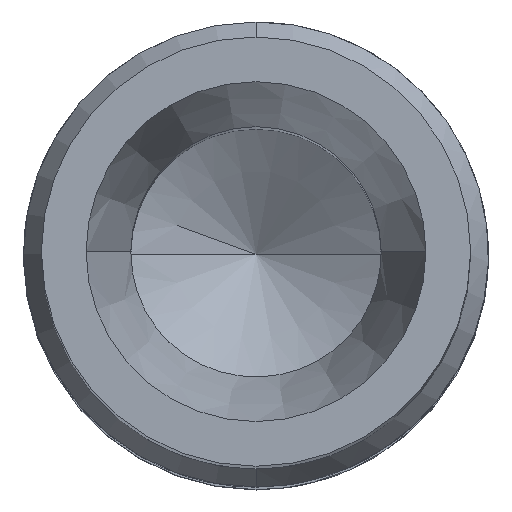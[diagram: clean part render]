
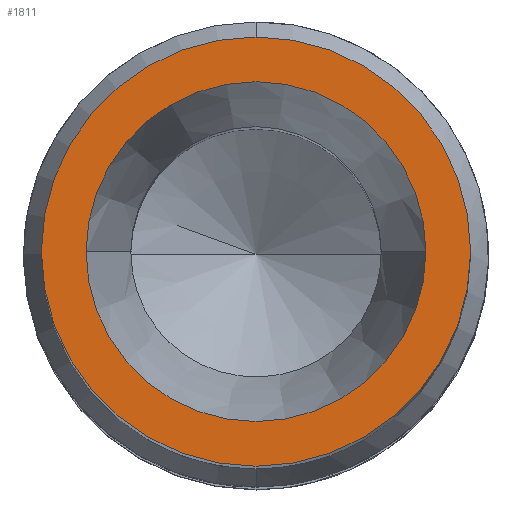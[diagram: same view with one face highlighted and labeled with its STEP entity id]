
A CAD part, top view. The second image highlights one B-rep face of the part: STEP entity #1811.
In plain terms, the highlighted planar face has unit normal (0, 0, 1).
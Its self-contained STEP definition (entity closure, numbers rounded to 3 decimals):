
#1642=AXIS2_PLACEMENT_3D('Circle Axis2P3D',#1640,#1641,$) ;
#1681=AXIS2_PLACEMENT_3D('Circle Axis2P3D',#1679,#1680,$) ;
#1787=AXIS2_PLACEMENT_3D('Plane Axis2P3D',#1784,#1785,#1786) ;
#1795=AXIS2_PLACEMENT_3D('Circle Axis2P3D',#1793,#1794,$) ;
#1804=AXIS2_PLACEMENT_3D('Circle Axis2P3D',#1802,#1803,$) ;
#1596=CARTESIAN_POINT('Vertex',(0.65,1.25,16.5)) ;
#1637=CARTESIAN_POINT('Vertex',(0.65,0.05,16.5)) ;
#1640=CARTESIAN_POINT('Axis2P3D Location',(0.65,0.65,16.5)) ;
#1679=CARTESIAN_POINT('Axis2P3D Location',(0.65,0.65,16.5)) ;
#1784=CARTESIAN_POINT('Axis2P3D Location',(0.65,0.65,16.5)) ;
#1793=CARTESIAN_POINT('Axis2P3D Location',(0.65,0.65,16.5)) ;
#1797=CARTESIAN_POINT('Vertex',(0.175,0.65,16.5)) ;
#1799=CARTESIAN_POINT('Vertex',(1.125,0.65,16.5)) ;
#1802=CARTESIAN_POINT('Axis2P3D Location',(0.65,0.65,16.5)) ;
#1641=DIRECTION('Axis2P3D Direction',(0.,0.,-1.)) ;
#1680=DIRECTION('Axis2P3D Direction',(0.,0.,-1.)) ;
#1785=DIRECTION('Axis2P3D Direction',(-0.,0.,-1.)) ;
#1786=DIRECTION('Axis2P3D XDirection',(0.,-1.,0.)) ;
#1794=DIRECTION('Axis2P3D Direction',(-0.,0.,-1.)) ;
#1803=DIRECTION('Axis2P3D Direction',(-0.,0.,-1.)) ;
#1790=ORIENTED_EDGE('',*,*,#1683,.F.) ;
#1791=ORIENTED_EDGE('',*,*,#1644,.F.) ;
#1808=ORIENTED_EDGE('',*,*,#1801,.T.) ;
#1809=ORIENTED_EDGE('',*,*,#1806,.T.) ;
#1810=FACE_BOUND('',#1807,.T.) ;
#1811=ADVANCED_FACE('MANIFOLD_SOLID_BREP #32',(#1792,#1810),#1788,.F.) ;
#1643=CIRCLE('generated circle',#1642,0.6) ;
#1682=CIRCLE('generated circle',#1681,0.6) ;
#1796=CIRCLE('generated circle',#1795,0.475) ;
#1805=CIRCLE('generated circle',#1804,0.475) ;
#1644=EDGE_CURVE('',#1638,#1597,#1643,.T.) ;
#1683=EDGE_CURVE('',#1597,#1638,#1682,.T.) ;
#1801=EDGE_CURVE('',#1798,#1800,#1796,.T.) ;
#1806=EDGE_CURVE('',#1800,#1798,#1805,.T.) ;
#1789=EDGE_LOOP('',(#1790,#1791)) ;
#1807=EDGE_LOOP('',(#1808,#1809)) ;
#1792=FACE_OUTER_BOUND('',#1789,.T.) ;
#1788=PLANE('',#1787) ;
#1597=VERTEX_POINT('',#1596) ;
#1638=VERTEX_POINT('',#1637) ;
#1798=VERTEX_POINT('',#1797) ;
#1800=VERTEX_POINT('',#1799) ;
